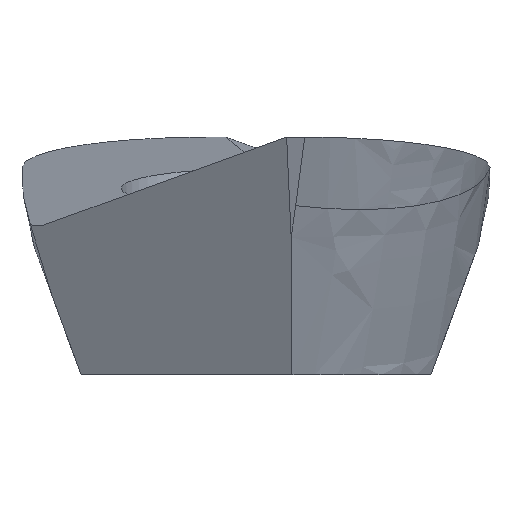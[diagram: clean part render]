
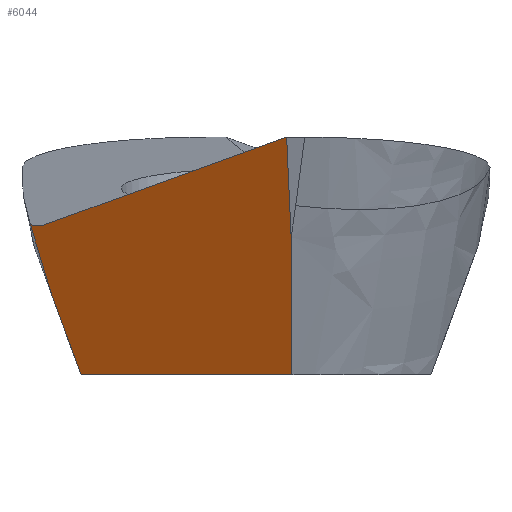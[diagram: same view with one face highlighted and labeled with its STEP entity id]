
A CAD part, front view. The second image highlights one B-rep face of the part: STEP entity #6044.
In plain terms, the highlighted planar face has unit normal (-0.243, -0.908, -0.342).
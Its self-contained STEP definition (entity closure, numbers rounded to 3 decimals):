
#2552=CARTESIAN_POINT('',(-4.088,-4.556,
-3.144));
#2578=DIRECTION('',(0.042,0.342,-0.939));
#2579=VECTOR('',#2578,2.135);
#2580=CARTESIAN_POINT('',(0.613,-7.,0.));
#2581=LINE('',#2580,#2579);
#2585=CARTESIAN_POINT('',(0.719,-5.235,-4.76));
#2586=CARTESIAN_POINT('',(0.733,-5.428,
-4.256));
#2587=CARTESIAN_POINT('',(0.743,-5.794,
-3.293));
#2588=CARTESIAN_POINT('',(0.721,-6.118,
-2.419));
#2589=CARTESIAN_POINT('',(0.703,-6.269,
-2.004));
#2594=DIRECTION('',(0.331,0.254,-0.909));
#2595=VECTOR('',#2594,1.778);
#2596=CARTESIAN_POINT('',(-4.088,-4.556,
-3.144));
#2597=LINE('',#2596,#2595);
#2601=CARTESIAN_POINT('',(-4.513,-4.964,
-1.759));
#2602=CARTESIAN_POINT('',(-4.44,-4.896,
-1.99));
#2603=CARTESIAN_POINT('',(-4.296,-4.761,
-2.452));
#2604=CARTESIAN_POINT('',(-4.157,-4.624,
-2.913));
#2605=CARTESIAN_POINT('',(-4.088,-4.556,
-3.144));
#2610=DIRECTION('',(0.969,-0.246,-0.036));
#2611=VECTOR('',#2610,0.257);
#2612=CARTESIAN_POINT('',(-4.513,-4.964,
-1.759));
#2613=LINE('',#2612,#2611);
#2635=DIRECTION('',(-0.879,0.355,-0.319));
#2636=VECTOR('',#2635,5.55);
#2637=CARTESIAN_POINT('',(0.613,-7.,0.));
#2638=LINE('',#2637,#2636);
#2674=CARTESIAN_POINT('',(0.703,-6.269,
-2.004));
#2795=DIRECTION('',(-0.966,0.259,0.));
#2796=VECTOR('',#2795,4.368);
#2797=CARTESIAN_POINT('',(0.719,-5.235,-4.76));
#2798=LINE('',#2797,#2796);
#2813=CARTESIAN_POINT('',(0.719,-5.235,-4.76));
#3014=CARTESIAN_POINT('',(-3.5,-4.104,-4.76));
#3016=VERTEX_POINT('',#3014);
#3023=VERTEX_POINT('',#2552);
#3029=VERTEX_POINT('',#2813);
#3030=VERTEX_POINT('',#2674);
#3037=CARTESIAN_POINT('',(0.613,-7.,0.));
#3039=VERTEX_POINT('',#3037);
#3046=CARTESIAN_POINT('',(-4.513,-4.964,
-1.759));
#3047=CARTESIAN_POINT('',(-4.264,-5.027,
-1.768));
#3048=VERTEX_POINT('',#3046);
#3049=VERTEX_POINT('',#3047);
#6025=CARTESIAN_POINT('',(0.729,-7.031,0.));
#6026=DIRECTION('',(0.243,0.908,0.342));
#6027=DIRECTION('',(-0.966,0.259,0.));
#6028=AXIS2_PLACEMENT_3D('',#6025,#6026,#6027);
#6029=PLANE('',#6028);
#6031=ORIENTED_EDGE('',*,*,#6030,.F.);
#6033=ORIENTED_EDGE('',*,*,#6032,.T.);
#6035=ORIENTED_EDGE('',*,*,#6034,.F.);
#6037=ORIENTED_EDGE('',*,*,#6036,.T.);
#6039=ORIENTED_EDGE('',*,*,#6038,.F.);
#6040=ORIENTED_EDGE('',*,*,#6016,.F.);
#6041=ORIENTED_EDGE('',*,*,#3348,.T.);
#6042=EDGE_LOOP('',(#6031,#6033,#6035,#6037,#6039,#6040,#6041));
#6043=FACE_OUTER_BOUND('',#6042,.F.);
#2590=B_SPLINE_CURVE_WITH_KNOTS('',3,(#2585,#2586,#2587,#2588,#2589),
.UNSPECIFIED.,.F.,.F.,(4,1,4),(0.,0.5,1.),.UNSPECIFIED.);
#2606=B_SPLINE_CURVE_WITH_KNOTS('',3,(#2601,#2602,#2603,#2604,#2605),
.UNSPECIFIED.,.F.,.F.,(4,1,4),(0.,0.5,1.),.UNSPECIFIED.);
#3348=EDGE_CURVE('',#3048,#3049,#2613,.T.);
#6016=EDGE_CURVE('',#3048,#3023,#2606,.T.);
#6030=EDGE_CURVE('',#3039,#3049,#2638,.T.);
#6032=EDGE_CURVE('',#3039,#3030,#2581,.T.);
#6034=EDGE_CURVE('',#3029,#3030,#2590,.T.);
#6036=EDGE_CURVE('',#3029,#3016,#2798,.T.);
#6038=EDGE_CURVE('',#3023,#3016,#2597,.T.);
#6044=ADVANCED_FACE('',(#6043),#6029,.F.);
